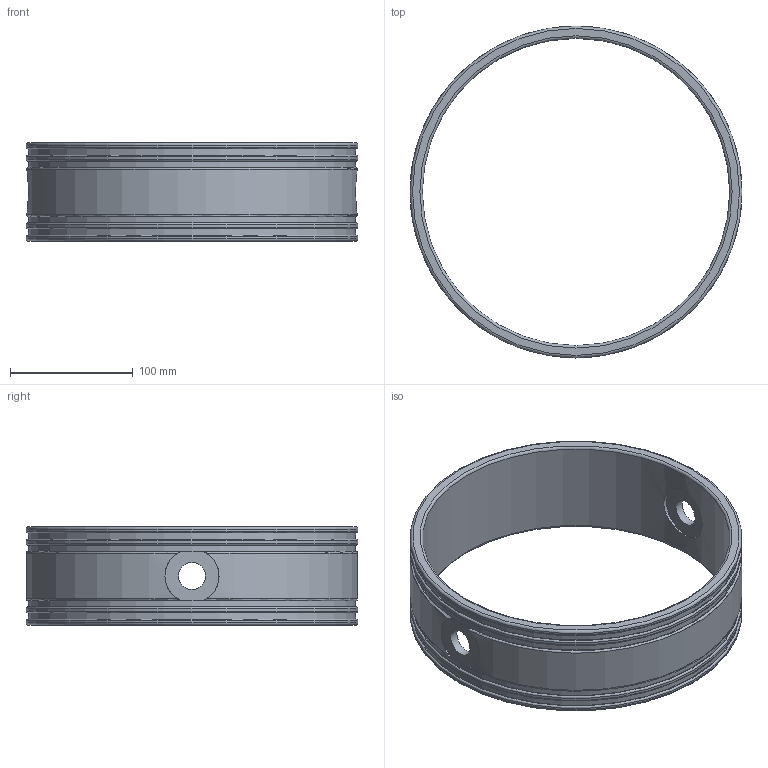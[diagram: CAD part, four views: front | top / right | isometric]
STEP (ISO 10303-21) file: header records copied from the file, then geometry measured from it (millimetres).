
FILE_DESCRIPTION(('FreeCAD Model'),'2;1');
FILE_NAME( 'ringverbinder abgerundet.step', '2020-03-27T14:21:42',('Author'),(''), 'Open CASCADE STEP processor 7.2','FreeCAD','Unknown');
FILE_SCHEMA(('AUTOMOTIVE_DESIGN { 1 0 10303 214 1 1 1 1 }'));
Length unit declared in the file: millimetre
Products named in the file (1): Fillet005
Bounding box: 269.9 x 269.9 x 80 mm (x, y, z)
Volume: 596686.5 mm3; surface area: 152675.7 mm2
Topology: 1 solids, 1 shells, 51 faces, 112 edges, 70 vertices
Faces by surface type: cylinder 21, plane 16, torus 14
Full cylindrical faces by diameter (mm): 22 x2, 44 x2, 250 x1, 266 x4, 269.904 x4
Entity records: 6313 total; most frequent: CARTESIAN_POINT 3774, DIRECTION 380, ORIENTED_EDGE 224, PCURVE 224, DEFINITIONAL_REPRESENTATION 224, LINE 134, VECTOR 134, AXIS2_PLACEMENT_3D 112
